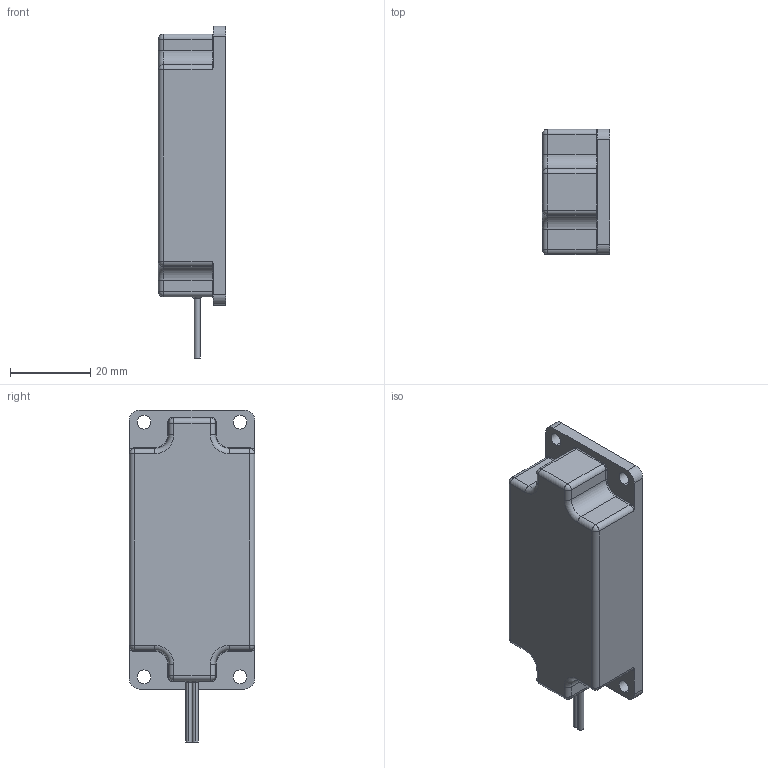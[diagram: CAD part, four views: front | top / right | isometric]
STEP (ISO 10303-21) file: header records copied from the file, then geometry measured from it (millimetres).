
FILE_DESCRIPTION (( 'STEP AP203' ), '1' );
FILE_NAME ('Mono_Enclosed_Speaker_3W-4Ohm.STEP', '2022-05-18T16:57:58', ( '' ), ( '' ), 'SwSTEP 2.0', 'SolidWorks 2020', '' );
FILE_SCHEMA (( 'CONFIG_CONTROL_DESIGN' ));
Length unit declared in the file: inch
Products named in the file (1): Mono_Enclosed_Speaker_3W-4Ohm
Bounding box: 16.76 x 31.24 x 82.8 mm (x, y, z)
Volume: 27893.8 mm3; surface area: 8157.8 mm2
Topology: 1 solids, 1 shells, 175 faces, 410 edges, 234 vertices
Faces by surface type: cylinder 75, torus 45, plane 31, bspline 14, sphere 10
Entity records: 5636 total; most frequent: CARTESIAN_POINT 1550, DIRECTION 919, ORIENTED_EDGE 804, EDGE_CURVE 402, AXIS2_PLACEMENT_3D 389, VERTEX_POINT 234, CIRCLE 227, EDGE_LOOP 188
